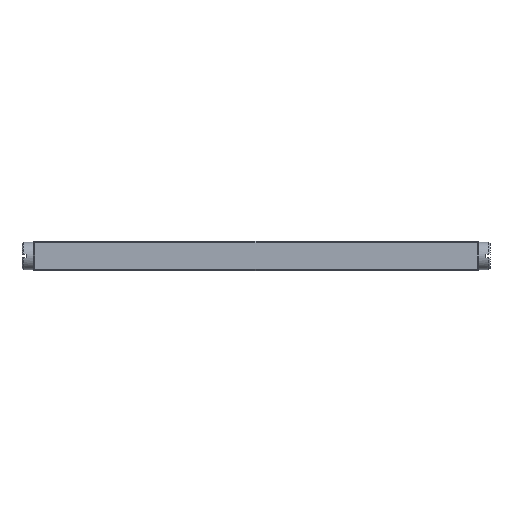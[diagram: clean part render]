
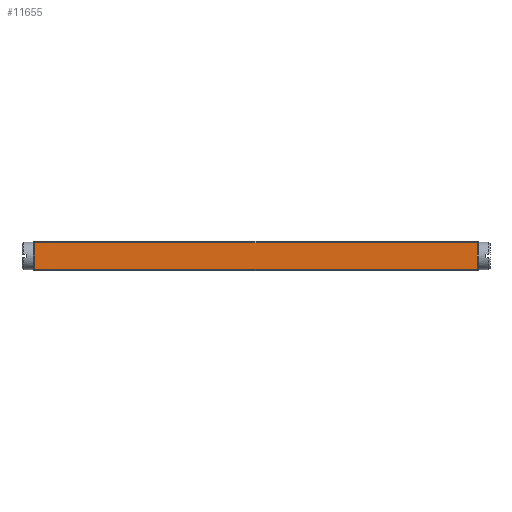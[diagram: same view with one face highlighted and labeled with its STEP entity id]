
A CAD part, front view. The second image highlights one B-rep face of the part: STEP entity #11655.
In plain terms, the highlighted planar face has unit normal (0, -1, 0).
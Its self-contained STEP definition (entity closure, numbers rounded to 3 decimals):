
#11655=ADVANCED_FACE('',(#14574),#13161,.T.);
#13161=PLANE('',#43174);
#14574=FACE_OUTER_BOUND('',#16619,.T.);
#16619=EDGE_LOOP('',(#23724,#23725,#23726,#23727));
#23724=ORIENTED_EDGE('',*,*,#33348,.T.);
#23725=ORIENTED_EDGE('',*,*,#33349,.T.);
#23726=ORIENTED_EDGE('',*,*,#33350,.T.);
#23727=ORIENTED_EDGE('',*,*,#33351,.T.);
#29284=VERTEX_POINT('',#60230);
#29285=VERTEX_POINT('',#60231);
#29286=VERTEX_POINT('',#60233);
#29287=VERTEX_POINT('',#60235);
#33348=EDGE_CURVE('',#29284,#29285,#37272,.T.);
#33349=EDGE_CURVE('',#29285,#29286,#37273,.T.);
#33350=EDGE_CURVE('',#29286,#29287,#37274,.T.);
#33351=EDGE_CURVE('',#29287,#29284,#37275,.T.);
#37272=LINE('',#60229,#40816);
#37273=LINE('',#60232,#40817);
#37274=LINE('',#60234,#40818);
#37275=LINE('',#60236,#40819);
#40816=VECTOR('',#48585,1.);
#40817=VECTOR('',#48586,1.);
#40818=VECTOR('',#48587,1.);
#40819=VECTOR('',#48588,1.);
#43174=AXIS2_PLACEMENT_3D('',#60237,#48589,#48590);
#48585=DIRECTION('',(1.,0.,0.));
#48586=DIRECTION('',(0.,0.,1.));
#48587=DIRECTION('',(-1.,0.,0.));
#48588=DIRECTION('',(0.,0.,-1.));
#48589=DIRECTION('',(0.,-1.,0.));
#48590=DIRECTION('',(0.,0.,1.));
#60229=CARTESIAN_POINT('',(30.,-3.95,0.15));
#60230=CARTESIAN_POINT('',(0.2,-3.95,0.15));
#60231=CARTESIAN_POINT('',(59.8,-3.95,0.15));
#60232=CARTESIAN_POINT('',(59.8,-3.95,-0.05));
#60233=CARTESIAN_POINT('',(59.8,-3.95,3.75));
#60234=CARTESIAN_POINT('',(30.,-3.95,3.75));
#60235=CARTESIAN_POINT('',(0.2,-3.95,3.75));
#60236=CARTESIAN_POINT('',(0.2,-3.95,-0.05));
#60237=CARTESIAN_POINT('',(30.,-3.95,-0.05));
